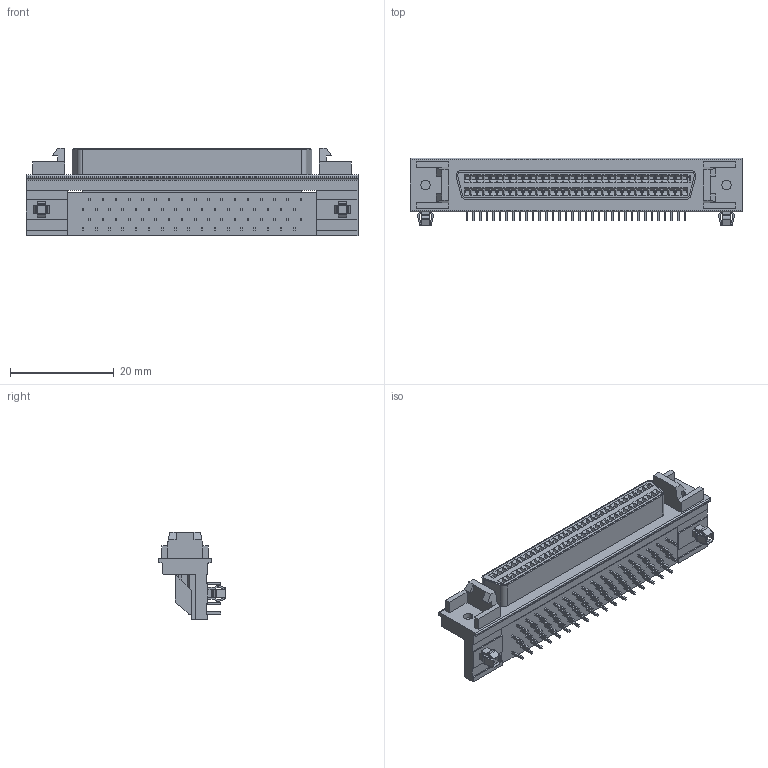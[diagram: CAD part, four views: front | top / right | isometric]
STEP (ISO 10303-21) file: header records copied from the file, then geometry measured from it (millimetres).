
FILE_DESCRIPTION(('STEP AP242'),'1');
FILE_NAME('1761028-4.stp','2022-07-14T08:26:40',('TraceParts'),('TraceParts S.A.'),'Spatial InterOp 3D',' ',' ');
FILE_SCHEMA(('AP242_MANAGED_MODEL_BASED_3D_ENGINEERING_MIM_LF {1 0 10303 442 1 1 4}'));
Length unit declared in the file: millimetre
Products named in the file (1): 1761028-4
Bounding box: 63.88 x 12.98 x 16.87 mm (x, y, z)
Volume: 5383.6 mm3; surface area: 4487.3 mm2
Topology: 1 solids, 1 shells, 956 faces, 2402 edges, 1598 vertices
Faces by surface type: plane 882, cylinder 74
Entity records: 28137 total; most frequent: CARTESIAN_POINT 4957, ORIENTED_EDGE 4804, DIRECTION 4464, EDGE_CURVE 2402, LINE 2254, VECTOR 2254, VERTEX_POINT 1598, EDGE_LOOP 1110
